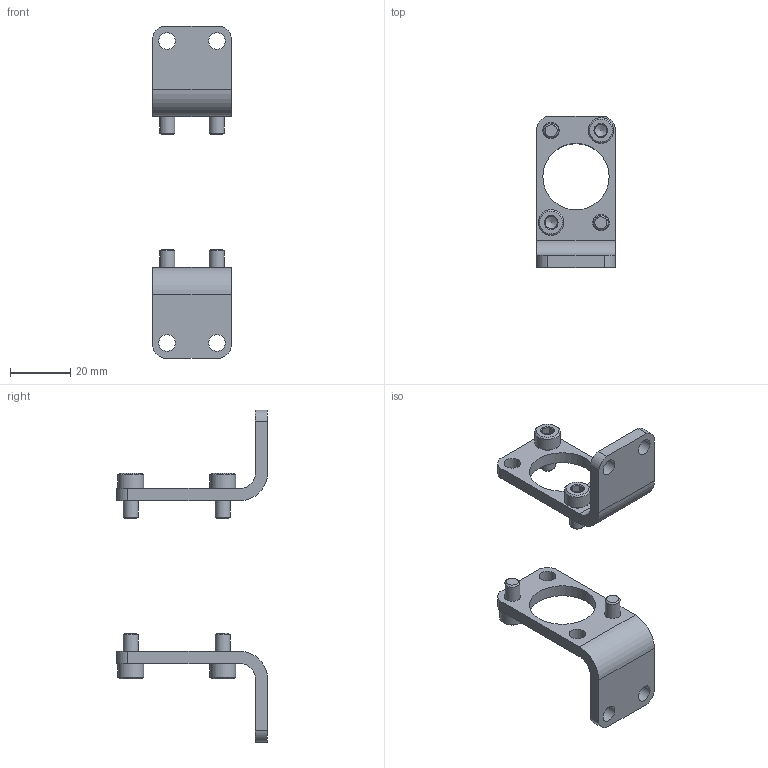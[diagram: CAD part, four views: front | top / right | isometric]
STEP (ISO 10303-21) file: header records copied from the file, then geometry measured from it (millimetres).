
FILE_DESCRIPTION(/* description */ ('STEP AP214'),/* implementation_level */ '2;1');
FILE_NAME(/* name */ '151931_HZS-25',/* time_stamp */ '2024-08-29T13:47:25+02:00',/* author */ ('License CC BY-ND 4.0'),/* organization */ ('CADENAS'),/* preprocessor_version */ 'ST-DEVELOPER v19.3',/* originating_system */ 'PARTsolutions',/* authorisation */ ' ');
FILE_SCHEMA (('AUTOMOTIVE_DESIGN {1 0 10303 214 3 1 1}'));
Length unit declared in the file: millimetre
Products named in the file (3): 151931 HZS-25---(50); 151931 HZS-25---(F); DIN-912 - M5x10(F)
Assembly tree (6 placements, depth 2):
  151931 HZS-25---(50)
    151931 HZS-25---(F)  x2
    DIN-912 - M5x10(F)  x4
Bounding box: 26 x 50 x 110 mm (x, y, z)
Volume: 12613.8 mm3; surface area: 10037 mm2
Topology: 6 solids, 6 shells, 154 faces, 340 edges, 202 vertices
Faces by surface type: plane 76, cone 44, cylinder 34
Full cylindrical faces by diameter (mm): 5 x4, 5.5 x12, 8.5 x4, 22 x2
Entity records: 1417 total; most frequent: DIRECTION 246, CARTESIAN_POINT 239, ORIENTED_EDGE 188, AXIS2_PLACEMENT_3D 102, EDGE_CURVE 94, FACE_BOUND 79, EDGE_LOOP 78, VERTEX_POINT 65
